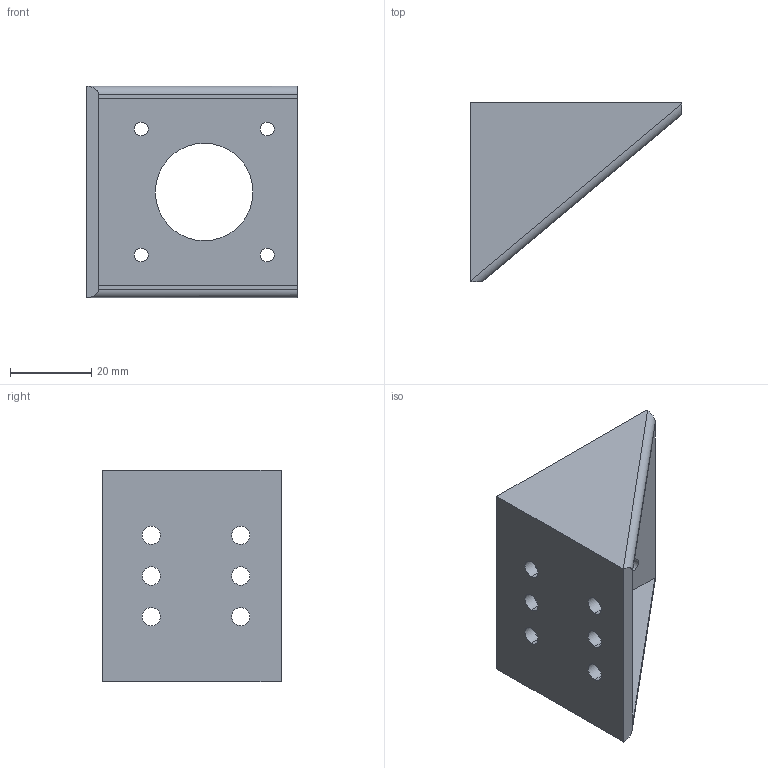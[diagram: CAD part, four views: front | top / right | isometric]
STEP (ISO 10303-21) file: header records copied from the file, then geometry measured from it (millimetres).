
FILE_DESCRIPTION (( 'STEP AP214' ), '1' );
FILE_NAME ('3D Printed, Motor Bracket, RH, Nema 17.STEP', '2021-03-30T05:03:48', ( '' ), ( '' ), 'SwSTEP 2.0', 'SolidWorks 2019', '' );
FILE_SCHEMA (( 'AUTOMOTIVE_DESIGN' ));
Length unit declared in the file: millimetre
Products named in the file (1): 3D Printed, Motor Bracket, RH, Nema 17
Bounding box: 52 x 44 x 52 mm (x, y, z)
Volume: 18671.4 mm3; surface area: 13730.5 mm2
Topology: 1 solids, 1 shells, 36 faces, 98 edges, 64 vertices
Faces by surface type: cylinder 24, plane 12
Entity records: 1232 total; most frequent: CARTESIAN_POINT 217, DIRECTION 210, ORIENTED_EDGE 196, EDGE_CURVE 98, AXIS2_PLACEMENT_3D 81, VERTEX_POINT 64, EDGE_LOOP 58, VECTOR 48
